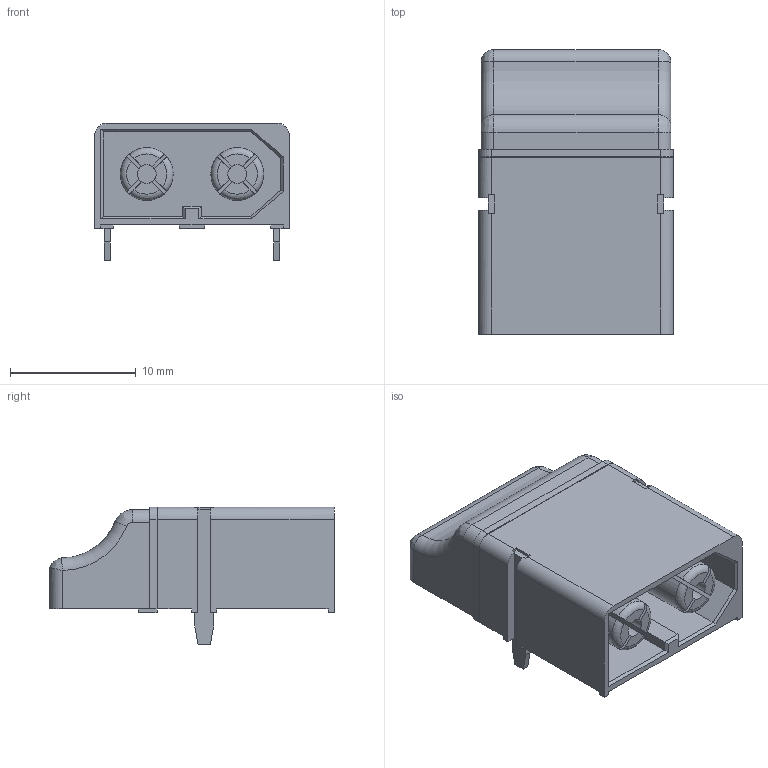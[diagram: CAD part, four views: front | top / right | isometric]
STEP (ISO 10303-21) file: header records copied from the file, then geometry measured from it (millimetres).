
FILE_DESCRIPTION(/* description */ (''),/* implementation_level */ '2;1');
FILE_NAME(/* name */ 'XT60PT-M.step',/* time_stamp */ '2021-08-03T00:24:29+02:00',/* author */ (''),/* organization */ (''),/* preprocessor_version */ 'ST-DEVELOPER v18.1',/* originating_system */ 'Autodesk Translation Framework v10.9.0.1377',/* authorisation */ '');
FILE_SCHEMA (('AUTOMOTIVE_DESIGN { 1 0 10303 214 3 1 1 }'));
Length unit declared in the file: millimetre
Products named in the file (1): XT60PW-M
Bounding box: 15.5 x 22.64 x 10.95 mm (x, y, z)
Volume: 1769.8 mm3; surface area: 2368.9 mm2
Topology: 5 solids, 5 shells, 182 faces, 488 edges, 320 vertices
Faces by surface type: plane 143, cylinder 23, torus 10, bspline 6
Full cylindrical faces by diameter (mm): 1.5 x2, 2.5 x2, 4.2 x2
Entity records: 6150 total; most frequent: CARTESIAN_POINT 1493, ORIENTED_EDGE 976, DIRECTION 926, EDGE_CURVE 488, LINE 360, VECTOR 360, VERTEX_POINT 320, AXIS2_PLACEMENT_3D 283
